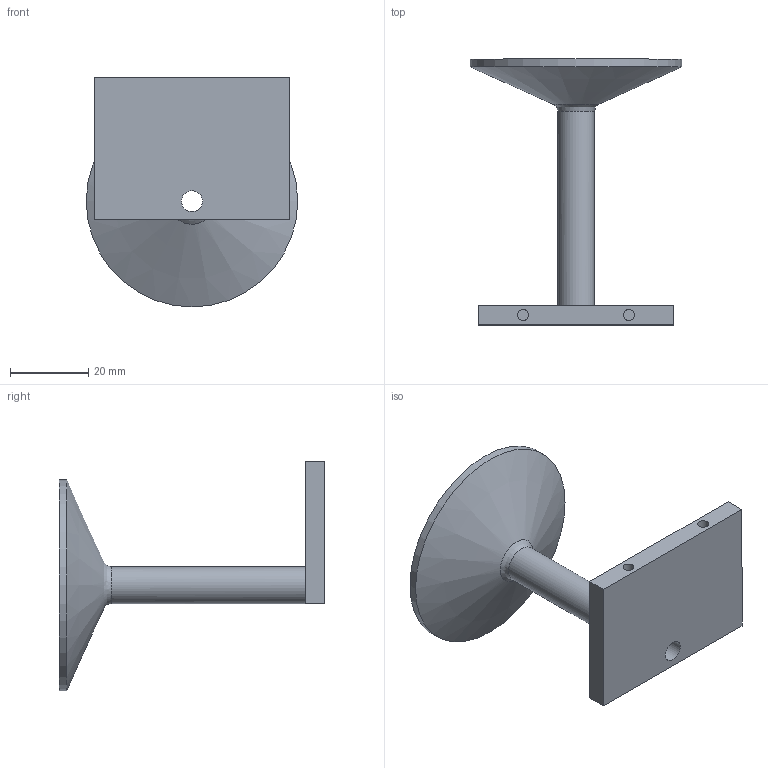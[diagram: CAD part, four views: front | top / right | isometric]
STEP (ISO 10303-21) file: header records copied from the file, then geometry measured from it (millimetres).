
FILE_DESCRIPTION(('FreeCAD Model'),'2;1');
FILE_NAME('Open CASCADE Shape Model','2025-07-31T13:05:01',(''),(''), 'Open CASCADE STEP processor 7.8','FreeCAD','Unknown');
FILE_SCHEMA(('AUTOMOTIVE_DESIGN { 1 0 10303 214 1 1 1 1 }'));
Length unit declared in the file: millimetre
Products named in the file (1): Jamming_Gripper_Funnel
Bounding box: 54 x 67.9 x 58.7 mm (x, y, z)
Volume: 16308.8 mm3; surface area: 12297.7 mm2
Topology: 1 solids, 1 shells, 19 faces, 39 edges, 24 vertices
Faces by surface type: plane 9, cylinder 6, cone 2, offset 1, bspline 1
Full cylindrical faces by diameter (mm): 2.8 x2, 5.4 x1, 9.4 x1, 50 x1, 54 x1
Entity records: 673 total; most frequent: CARTESIAN_POINT 258, DIRECTION 78, ORIENTED_EDGE 78, EDGE_CURVE 39, AXIS2_PLACEMENT_3D 29, FACE_BOUND 24, EDGE_LOOP 24, VERTEX_POINT 24
